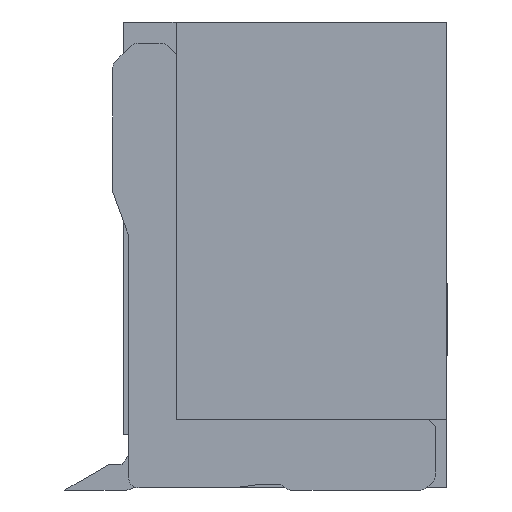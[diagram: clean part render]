
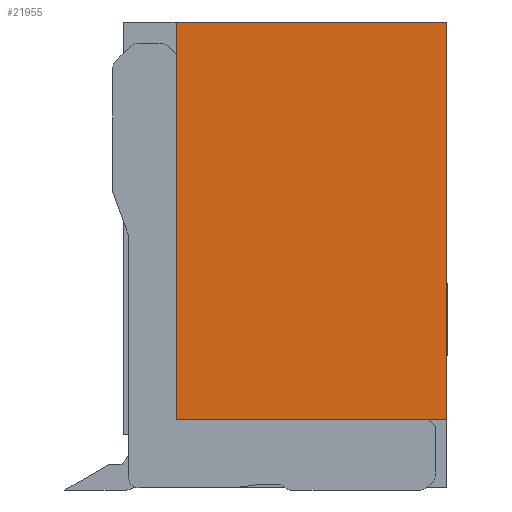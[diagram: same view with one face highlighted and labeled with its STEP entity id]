
A CAD part, left-side view. The second image highlights one B-rep face of the part: STEP entity #21955.
In plain terms, the highlighted planar face has unit normal (-1, 0, 0).
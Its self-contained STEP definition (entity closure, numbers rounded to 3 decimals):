
#1033 = DIRECTION ( 'NONE',  ( 0., 0., 1. ) ) ;
#1956 = EDGE_CURVE ( 'NONE', #8793, #24869, #20987, .T. ) ;
#2275 = CARTESIAN_POINT ( 'NONE',  ( -4.15, 0.75, 4.4 ) ) ;
#2576 = CARTESIAN_POINT ( 'NONE',  ( -4.15, -1.8, 0.65 ) ) ;
#2823 = CARTESIAN_POINT ( 'NONE',  ( -4.15, -1.8, 4.4 ) ) ;
#3039 = LINE ( 'NONE', #17825, #22624 ) ;
#3138 = EDGE_LOOP ( 'NONE', ( #15242, #9087, #13977, #6002 ) ) ;
#3304 = DIRECTION ( 'NONE',  ( 0., -1., 0. ) ) ;
#3308 = EDGE_CURVE ( 'NONE', #11488, #15284, #3569, .T. ) ;
#3515 = VECTOR ( 'NONE', #22654, 1000. ) ;
#3569 = LINE ( 'NONE', #5371, #8474 ) ;
#3916 = LINE ( 'NONE', #2275, #25779 ) ;
#5371 = CARTESIAN_POINT ( 'NONE',  ( -4.15, -1.8, 4.4 ) ) ;
#6002 = ORIENTED_EDGE ( 'NONE', *, *, #3308, .F. ) ;
#7498 = PLANE ( 'NONE',  #13155 ) ;
#8474 = VECTOR ( 'NONE', #3304, 1000. ) ;
#8793 = VERTEX_POINT ( 'NONE', #20194 ) ;
#9087 = ORIENTED_EDGE ( 'NONE', *, *, #1956, .T. ) ;
#9381 = DIRECTION ( 'NONE',  ( 0., 0., -1. ) ) ;
#9423 = DIRECTION ( 'NONE',  ( 1., 0., 0. ) ) ;
#9608 = EDGE_CURVE ( 'NONE', #11488, #8793, #3916, .T. ) ;
#11046 = CARTESIAN_POINT ( 'NONE',  ( -4.15, 0.75, 4.4 ) ) ;
#11488 = VERTEX_POINT ( 'NONE', #11046 ) ;
#13155 = AXIS2_PLACEMENT_3D ( 'NONE', #2823, #9423, #1033 ) ;
#13977 = ORIENTED_EDGE ( 'NONE', *, *, #15399, .F. ) ;
#15242 = ORIENTED_EDGE ( 'NONE', *, *, #9608, .T. ) ;
#15284 = VERTEX_POINT ( 'NONE', #18380 ) ;
#15399 = EDGE_CURVE ( 'NONE', #15284, #24869, #3039, .T. ) ;
#17825 = CARTESIAN_POINT ( 'NONE',  ( -4.15, -1.8, 4.4 ) ) ;
#18380 = CARTESIAN_POINT ( 'NONE',  ( -4.15, -1.8, 4.4 ) ) ;
#18941 = CARTESIAN_POINT ( 'NONE',  ( -4.15, 0.75, 0.65 ) ) ;
#20194 = CARTESIAN_POINT ( 'NONE',  ( -4.15, 0.75, 0.65 ) ) ;
#20987 = LINE ( 'NONE', #18941, #3515 ) ;
#21955 = ADVANCED_FACE ( 'NONE', ( #24305 ), #7498, .F. ) ;
#22624 = VECTOR ( 'NONE', #9381, 1000. ) ;
#22654 = DIRECTION ( 'NONE',  ( 0., -1., 0. ) ) ;
#24305 = FACE_OUTER_BOUND ( 'NONE', #3138, .T. ) ;
#24869 = VERTEX_POINT ( 'NONE', #2576 ) ;
#25779 = VECTOR ( 'NONE', #27183, 1000. ) ;
#27183 = DIRECTION ( 'NONE',  ( 0., 0., -1. ) ) ;
